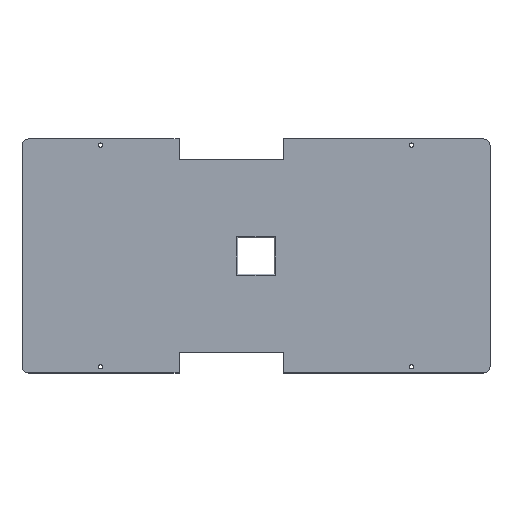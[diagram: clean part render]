
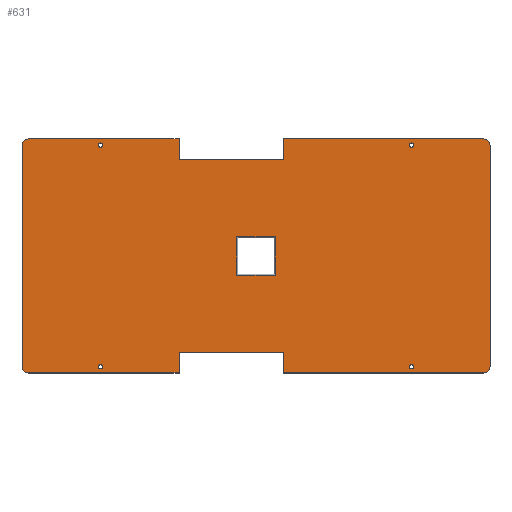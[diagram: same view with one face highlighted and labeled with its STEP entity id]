
A CAD part, top view. The second image highlights one B-rep face of the part: STEP entity #631.
In plain terms, the highlighted planar face has unit normal (0, 0, 1).
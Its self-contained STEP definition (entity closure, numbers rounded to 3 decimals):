
#33=PLANE('',#696);
#48=LINE('',#895,#116);
#52=LINE('',#904,#120);
#55=LINE('',#910,#123);
#58=LINE('',#916,#126);
#62=LINE('',#923,#130);
#66=LINE('',#935,#134);
#68=LINE('',#943,#136);
#73=LINE('',#953,#141);
#76=LINE('',#959,#144);
#79=LINE('',#965,#147);
#82=LINE('',#971,#150);
#84=LINE('',#979,#152);
#90=LINE('',#1006,#158);
#91=LINE('',#1009,#159);
#92=LINE('',#1011,#160);
#93=LINE('',#1013,#161);
#116=VECTOR('',#727,1000.);
#120=VECTOR('',#733,1000.);
#123=VECTOR('',#738,1000.);
#126=VECTOR('',#743,1000.);
#130=VECTOR('',#749,1000.);
#134=VECTOR('',#761,1000.);
#136=VECTOR('',#771,1000.);
#141=VECTOR('',#778,1000.);
#144=VECTOR('',#783,1000.);
#147=VECTOR('',#788,1000.);
#150=VECTOR('',#793,1000.);
#152=VECTOR('',#803,1000.);
#158=VECTOR('',#831,1000.);
#159=VECTOR('',#832,1000.);
#160=VECTOR('',#833,1000.);
#161=VECTOR('',#834,1000.);
#278=ORIENTED_EDGE('',*,*,#410,.T.);
#279=ORIENTED_EDGE('',*,*,#411,.T.);
#280=ORIENTED_EDGE('',*,*,#412,.T.);
#281=ORIENTED_EDGE('',*,*,#413,.T.);
#282=ORIENTED_EDGE('',*,*,#351,.T.);
#283=ORIENTED_EDGE('',*,*,#405,.T.);
#284=ORIENTED_EDGE('',*,*,#403,.T.);
#285=ORIENTED_EDGE('',*,*,#401,.T.);
#286=ORIENTED_EDGE('',*,*,#394,.T.);
#287=ORIENTED_EDGE('',*,*,#397,.T.);
#288=ORIENTED_EDGE('',*,*,#398,.T.);
#289=ORIENTED_EDGE('',*,*,#354,.T.);
#290=ORIENTED_EDGE('',*,*,#356,.T.);
#291=ORIENTED_EDGE('',*,*,#360,.F.);
#292=ORIENTED_EDGE('',*,*,#363,.F.);
#293=ORIENTED_EDGE('',*,*,#366,.F.);
#294=ORIENTED_EDGE('',*,*,#370,.T.);
#295=ORIENTED_EDGE('',*,*,#373,.T.);
#296=ORIENTED_EDGE('',*,*,#376,.T.);
#297=ORIENTED_EDGE('',*,*,#379,.T.);
#298=ORIENTED_EDGE('',*,*,#380,.T.);
#299=ORIENTED_EDGE('',*,*,#385,.T.);
#300=ORIENTED_EDGE('',*,*,#388,.T.);
#301=ORIENTED_EDGE('',*,*,#391,.T.);
#351=EDGE_CURVE('',#435,#435,#491,.F.);
#354=EDGE_CURVE('',#439,#438,#493,.T.);
#356=EDGE_CURVE('',#438,#440,#48,.T.);
#360=EDGE_CURVE('',#443,#440,#52,.T.);
#363=EDGE_CURVE('',#445,#443,#55,.T.);
#366=EDGE_CURVE('',#447,#445,#58,.T.);
#370=EDGE_CURVE('',#447,#449,#62,.T.);
#373=EDGE_CURVE('',#449,#451,#495,.T.);
#376=EDGE_CURVE('',#451,#453,#66,.T.);
#379=EDGE_CURVE('',#453,#455,#497,.T.);
#380=EDGE_CURVE('',#455,#456,#68,.T.);
#385=EDGE_CURVE('',#456,#459,#73,.T.);
#388=EDGE_CURVE('',#459,#461,#76,.T.);
#391=EDGE_CURVE('',#461,#463,#79,.T.);
#394=EDGE_CURVE('',#463,#465,#82,.T.);
#397=EDGE_CURVE('',#465,#467,#499,.T.);
#398=EDGE_CURVE('',#467,#439,#84,.T.);
#401=EDGE_CURVE('',#469,#469,#501,.T.);
#403=EDGE_CURVE('',#471,#471,#503,.F.);
#405=EDGE_CURVE('',#473,#473,#505,.F.);
#410=EDGE_CURVE('',#478,#479,#90,.T.);
#411=EDGE_CURVE('',#479,#480,#91,.T.);
#412=EDGE_CURVE('',#480,#481,#92,.T.);
#413=EDGE_CURVE('',#481,#478,#93,.T.);
#435=VERTEX_POINT('',#884);
#438=VERTEX_POINT('',#890);
#439=VERTEX_POINT('',#892);
#440=VERTEX_POINT('',#896);
#443=VERTEX_POINT('',#903);
#445=VERTEX_POINT('',#909);
#447=VERTEX_POINT('',#915);
#449=VERTEX_POINT('',#922);
#451=VERTEX_POINT('',#928);
#453=VERTEX_POINT('',#934);
#455=VERTEX_POINT('',#940);
#456=VERTEX_POINT('',#944);
#459=VERTEX_POINT('',#952);
#461=VERTEX_POINT('',#958);
#463=VERTEX_POINT('',#964);
#465=VERTEX_POINT('',#970);
#467=VERTEX_POINT('',#976);
#469=VERTEX_POINT('',#985);
#471=VERTEX_POINT('',#990);
#473=VERTEX_POINT('',#995);
#478=VERTEX_POINT('',#1007);
#479=VERTEX_POINT('',#1008);
#480=VERTEX_POINT('',#1010);
#481=VERTEX_POINT('',#1012);
#491=CIRCLE('',#661,1.75);
#493=CIRCLE('',#664,5.);
#495=CIRCLE('',#672,5.);
#497=CIRCLE('',#676,5.);
#499=CIRCLE('',#684,5.);
#501=CIRCLE('',#688,1.75);
#503=CIRCLE('',#691,1.75);
#505=CIRCLE('',#694,1.75);
#536=EDGE_LOOP('',(#278,#279,#280,#281));
#537=EDGE_LOOP('',(#282));
#538=EDGE_LOOP('',(#283));
#539=EDGE_LOOP('',(#284));
#540=EDGE_LOOP('',(#285));
#541=EDGE_LOOP('',(#286,#287,#288,#289,#290,#291,#292,#293,#294,#295,#296,
#297,#298,#299,#300,#301));
#584=FACE_BOUND('',#536,.T.);
#585=FACE_BOUND('',#537,.T.);
#586=FACE_BOUND('',#538,.T.);
#587=FACE_BOUND('',#539,.T.);
#588=FACE_BOUND('',#540,.T.);
#589=FACE_BOUND('',#541,.T.);
#631=ADVANCED_FACE('',(#584,#585,#586,#587,#588,#589),#33,.T.);
#661=AXIS2_PLACEMENT_3D('',#883,#715,#716);
#664=AXIS2_PLACEMENT_3D('',#891,#722,#723);
#672=AXIS2_PLACEMENT_3D('',#929,#755,#756);
#676=AXIS2_PLACEMENT_3D('',#941,#767,#768);
#684=AXIS2_PLACEMENT_3D('',#977,#799,#800);
#688=AXIS2_PLACEMENT_3D('',#984,#809,#810);
#691=AXIS2_PLACEMENT_3D('',#989,#815,#816);
#694=AXIS2_PLACEMENT_3D('',#994,#821,#822);
#696=AXIS2_PLACEMENT_3D('',#1005,#829,#830);
#715=DIRECTION('',(0.,0.,1.));
#716=DIRECTION('',(1.,0.,0.));
#722=DIRECTION('',(0.,0.,1.));
#723=DIRECTION('',(1.,0.,0.));
#727=DIRECTION('',(-1.,0.,0.));
#733=DIRECTION('',(0.,1.,0.));
#738=DIRECTION('',(1.,0.,0.));
#743=DIRECTION('',(0.,-1.,0.));
#749=DIRECTION('',(-1.,0.,0.));
#755=DIRECTION('',(0.,0.,1.));
#756=DIRECTION('',(1.,0.,0.));
#761=DIRECTION('',(0.,-1.,0.));
#767=DIRECTION('',(0.,0.,1.));
#768=DIRECTION('',(1.,0.,0.));
#771=DIRECTION('',(1.,0.,0.));
#778=DIRECTION('',(0.,1.,0.));
#783=DIRECTION('',(1.,0.,0.));
#788=DIRECTION('',(0.,-1.,0.));
#793=DIRECTION('',(1.,0.,0.));
#799=DIRECTION('',(0.,0.,1.));
#800=DIRECTION('',(1.,0.,0.));
#803=DIRECTION('',(0.,1.,0.));
#809=DIRECTION('',(0.,0.,-1.));
#810=DIRECTION('',(1.,0.,0.));
#815=DIRECTION('',(0.,0.,1.));
#816=DIRECTION('',(1.,0.,0.));
#821=DIRECTION('',(0.,0.,1.));
#822=DIRECTION('',(1.,0.,0.));
#829=DIRECTION('',(0.,0.,1.));
#830=DIRECTION('',(1.,0.,0.));
#831=DIRECTION('',(0.,1.,0.));
#832=DIRECTION('',(1.,0.,0.));
#833=DIRECTION('',(0.,-1.,0.));
#834=DIRECTION('',(-1.,0.,0.));
#883=CARTESIAN_POINT('',(-126.25,-90.,-0.5));
#884=CARTESIAN_POINT('',(-124.5,-90.,-0.5));
#890=CARTESIAN_POINT('',(185.,95.,-0.5));
#891=CARTESIAN_POINT('',(185.,90.,-0.5));
#892=CARTESIAN_POINT('',(190.,90.,-0.5));
#895=CARTESIAN_POINT('',(95.,95.,-0.5));
#896=CARTESIAN_POINT('',(22.5,95.,-0.5));
#903=CARTESIAN_POINT('',(22.5,78.5,-0.5));
#904=CARTESIAN_POINT('',(22.5,7.496,-0.5));
#909=CARTESIAN_POINT('',(-62.5,78.5,-0.5));
#910=CARTESIAN_POINT('',(-22.5,78.5,-0.5));
#915=CARTESIAN_POINT('',(-62.5,95.,-0.5));
#916=CARTESIAN_POINT('',(-62.5,7.496,-0.5));
#922=CARTESIAN_POINT('',(-185.,95.,-0.5));
#923=CARTESIAN_POINT('',(95.,95.,-0.5));
#928=CARTESIAN_POINT('',(-190.,90.,-0.5));
#929=CARTESIAN_POINT('',(-185.,90.,-0.5));
#934=CARTESIAN_POINT('',(-190.,-90.,-0.5));
#935=CARTESIAN_POINT('',(-190.,49.996,-0.5));
#940=CARTESIAN_POINT('',(-185.,-95.,-0.5));
#941=CARTESIAN_POINT('',(-185.,-90.,-0.5));
#943=CARTESIAN_POINT('',(-95.,-95.,-0.5));
#944=CARTESIAN_POINT('',(-62.5,-95.,-0.5));
#952=CARTESIAN_POINT('',(-62.5,-78.5,-0.5));
#953=CARTESIAN_POINT('',(-62.5,-110.004,-0.5));
#958=CARTESIAN_POINT('',(22.5,-78.5,-0.5));
#959=CARTESIAN_POINT('',(-22.5,-78.5,-0.5));
#964=CARTESIAN_POINT('',(22.5,-95.,-0.5));
#965=CARTESIAN_POINT('',(22.5,-110.004,-0.5));
#970=CARTESIAN_POINT('',(185.,-95.,-0.5));
#971=CARTESIAN_POINT('',(-95.,-95.,-0.5));
#976=CARTESIAN_POINT('',(190.,-90.,-0.5));
#977=CARTESIAN_POINT('',(185.,-90.,-0.5));
#979=CARTESIAN_POINT('',(190.,-110.004,-0.5));
#984=CARTESIAN_POINT('',(-126.25,90.,-0.5));
#985=CARTESIAN_POINT('',(-124.5,90.,-0.5));
#989=CARTESIAN_POINT('',(126.25,90.,-0.5));
#990=CARTESIAN_POINT('',(128.,90.,-0.5));
#994=CARTESIAN_POINT('',(126.25,-90.,-0.5));
#995=CARTESIAN_POINT('',(128.,-90.,-0.5));
#1005=CARTESIAN_POINT('',(0.,-30.004,-0.5));
#1006=CARTESIAN_POINT('',(-15.5,15.,-0.5));
#1007=CARTESIAN_POINT('',(-15.5,-15.5,-0.5));
#1008=CARTESIAN_POINT('',(-15.5,15.5,-0.5));
#1009=CARTESIAN_POINT('',(15.,15.5,-0.5));
#1010=CARTESIAN_POINT('',(15.5,15.5,-0.5));
#1011=CARTESIAN_POINT('',(15.5,-15.,-0.5));
#1012=CARTESIAN_POINT('',(15.5,-15.5,-0.5));
#1013=CARTESIAN_POINT('',(-15.,-15.5,-0.5));
